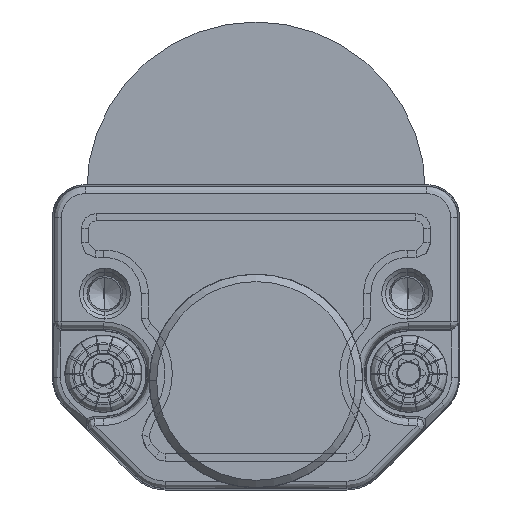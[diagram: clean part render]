
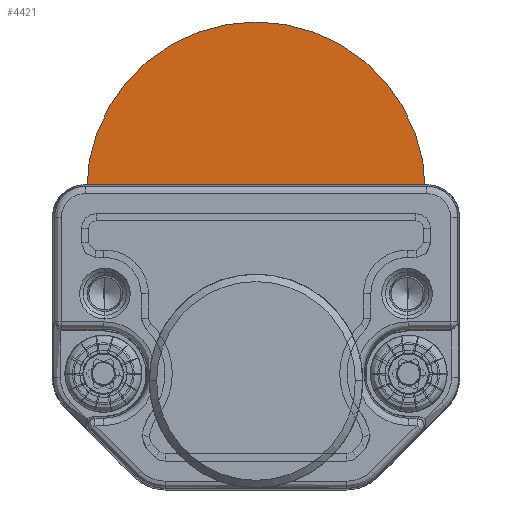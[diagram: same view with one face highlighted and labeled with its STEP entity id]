
A CAD part, left-side view. The second image highlights one B-rep face of the part: STEP entity #4421.
In plain terms, the highlighted face is planar.
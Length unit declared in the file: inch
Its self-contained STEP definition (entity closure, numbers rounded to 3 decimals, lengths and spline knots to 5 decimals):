
#4305=DIRECTION('',(1.,0.,0.));
#4306=VECTOR('',#4305,23.3);
#4307=CARTESIAN_POINT('',(-11.65,0.,1131.5));
#4308=LINE('',#4307,#4306);
#4309=DIRECTION('',(0.,-1.,0.));
#4310=VECTOR('',#4309,1.5);
#4311=CARTESIAN_POINT('',(-11.65,1.5,1131.5));
#4312=LINE('',#4311,#4310);
#4313=CARTESIAN_POINT('',(0.,1.5,1131.5));
#4314=DIRECTION('',(0.,0.,1.));
#4315=DIRECTION('',(1.,0.,0.));
#4316=AXIS2_PLACEMENT_3D('',#4313,#4314,#4315);
#4318=DIRECTION('',(0.,1.,0.));
#4319=VECTOR('',#4318,1.5);
#4320=CARTESIAN_POINT('',(11.65,0.,1131.5));
#4321=LINE('',#4320,#4319);
#4330=CARTESIAN_POINT('',(-11.65,0.,1131.5));
#4331=CARTESIAN_POINT('',(11.65,0.,1131.5));
#4332=VERTEX_POINT('',#4330);
#4333=VERTEX_POINT('',#4331);
#4334=CARTESIAN_POINT('',(11.65,1.5,1131.5));
#4335=VERTEX_POINT('',#4334);
#4336=CARTESIAN_POINT('',(-11.65,1.5,1131.5));
#4337=VERTEX_POINT('',#4336);
#4410=CARTESIAN_POINT('',(0.,0.,1131.5));
#4411=DIRECTION('',(0.,0.,1.));
#4412=DIRECTION('',(1.,0.,0.));
#4413=AXIS2_PLACEMENT_3D('',#4410,#4411,#4412);
#4414=PLANE('',#4413);
#4415=ORIENTED_EDGE('',*,*,#4362,.F.);
#4416=ORIENTED_EDGE('',*,*,#4377,.F.);
#4417=ORIENTED_EDGE('',*,*,#4391,.F.);
#4418=ORIENTED_EDGE('',*,*,#4404,.F.);
#4419=EDGE_LOOP('',(#4415,#4416,#4417,#4418));
#4420=FACE_OUTER_BOUND('',#4419,.F.);
#4421=ADVANCED_FACE('',(#4420),#4414,.T.);
#4317=CIRCLE('',#4316,11.65);
#4362=EDGE_CURVE('',#4332,#4333,#4308,.T.);
#4377=EDGE_CURVE('',#4337,#4332,#4312,.T.);
#4391=EDGE_CURVE('',#4335,#4337,#4317,.T.);
#4404=EDGE_CURVE('',#4333,#4335,#4321,.T.);
